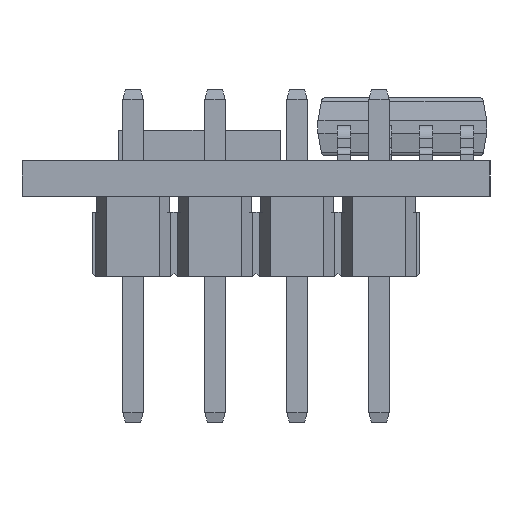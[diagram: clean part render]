
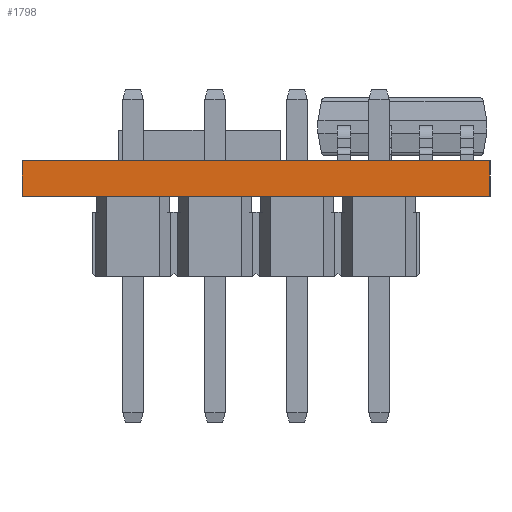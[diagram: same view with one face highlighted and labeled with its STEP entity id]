
A CAD part, left-side view. The second image highlights one B-rep face of the part: STEP entity #1798.
In plain terms, the highlighted planar face has unit normal (-1, 0, 0).
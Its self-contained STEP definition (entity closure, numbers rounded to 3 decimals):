
#230 = EDGE_CURVE ( 'NONE', #3442, #1188, #5624, .T. ) ;
#262 = DIRECTION ( 'NONE',  ( 0., 0., 1. ) ) ;
#497 = DIRECTION ( 'NONE',  ( 0., 1., 0. ) ) ;
#528 = CARTESIAN_POINT ( 'NONE',  ( 0., 14.5, 1.1 ) ) ;
#762 = CARTESIAN_POINT ( 'NONE',  ( 0., 0., 0. ) ) ;
#879 = DIRECTION ( 'NONE',  ( 0., -1., 0. ) ) ;
#1188 = VERTEX_POINT ( 'NONE', #7330 ) ;
#1283 = CARTESIAN_POINT ( 'NONE',  ( 0., 0., 1.1 ) ) ;
#1526 = CARTESIAN_POINT ( 'NONE',  ( 0., 0., 0. ) ) ;
#1551 = DIRECTION ( 'NONE',  ( 0., 0., 1. ) ) ;
#1798 = ADVANCED_FACE ( 'NONE', ( #2336 ), #4704, .T. ) ;
#2336 = FACE_OUTER_BOUND ( 'NONE', #2981, .T. ) ;
#2898 = ORIENTED_EDGE ( 'NONE', *, *, #4085, .T. ) ;
#2951 = VECTOR ( 'NONE', #497, 1000. ) ;
#2981 = EDGE_LOOP ( 'NONE', ( #2898, #5247, #8668, #4184 ) ) ;
#3251 = CARTESIAN_POINT ( 'NONE',  ( 0., 14.5, 0. ) ) ;
#3442 = VERTEX_POINT ( 'NONE', #5143 ) ;
#3788 = EDGE_CURVE ( 'NONE', #7557, #3442, #5395, .T. ) ;
#3794 = VERTEX_POINT ( 'NONE', #8782 ) ;
#3992 = DIRECTION ( 'NONE',  ( -1., 0., 0. ) ) ;
#4085 = EDGE_CURVE ( 'NONE', #3794, #7557, #7500, .T. ) ;
#4184 = ORIENTED_EDGE ( 'NONE', *, *, #6455, .T. ) ;
#4704 = PLANE ( 'NONE',  #6017 ) ;
#5143 = CARTESIAN_POINT ( 'NONE',  ( 0., 14.5, 1.1 ) ) ;
#5247 = ORIENTED_EDGE ( 'NONE', *, *, #3788, .T. ) ;
#5395 = LINE ( 'NONE', #528, #2951 ) ;
#5624 = LINE ( 'NONE', #6442, #6544 ) ;
#6017 = AXIS2_PLACEMENT_3D ( 'NONE', #3251, #3992, #262 ) ;
#6442 = CARTESIAN_POINT ( 'NONE',  ( 0., 14.5, 0. ) ) ;
#6455 = EDGE_CURVE ( 'NONE', #1188, #3794, #6715, .T. ) ;
#6544 = VECTOR ( 'NONE', #7884, 1000. ) ;
#6715 = LINE ( 'NONE', #1526, #8371 ) ;
#7330 = CARTESIAN_POINT ( 'NONE',  ( 0., 14.5, 0. ) ) ;
#7380 = VECTOR ( 'NONE', #1551, 1000. ) ;
#7500 = LINE ( 'NONE', #762, #7380 ) ;
#7557 = VERTEX_POINT ( 'NONE', #1283 ) ;
#7884 = DIRECTION ( 'NONE',  ( 0., 0., -1. ) ) ;
#8371 = VECTOR ( 'NONE', #879, 1000. ) ;
#8668 = ORIENTED_EDGE ( 'NONE', *, *, #230, .T. ) ;
#8782 = CARTESIAN_POINT ( 'NONE',  ( 0., 0., 0. ) ) ;
